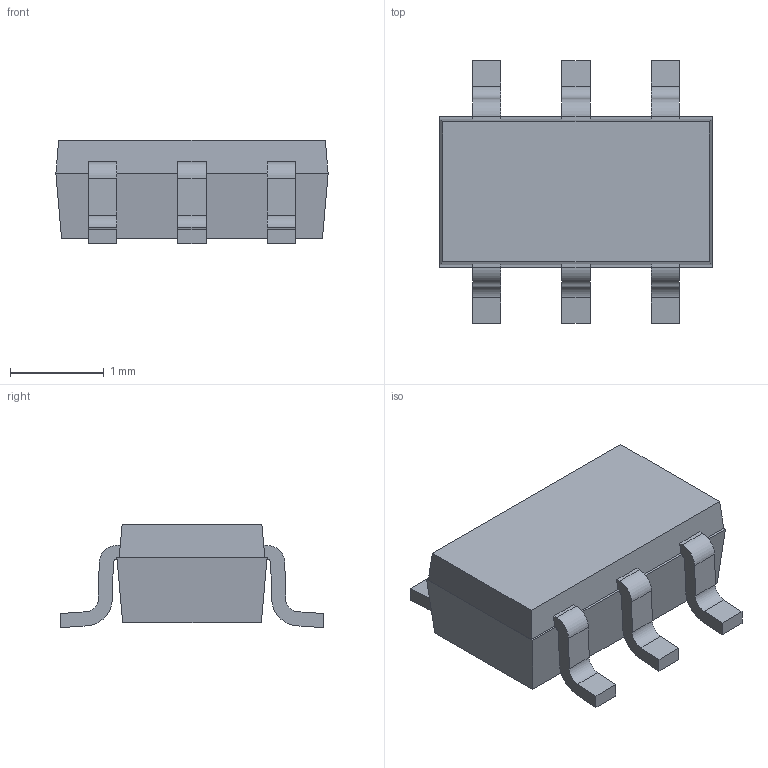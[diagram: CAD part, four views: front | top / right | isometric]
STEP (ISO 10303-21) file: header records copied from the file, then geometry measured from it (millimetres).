
FILE_DESCRIPTION( (''), '2;1');
FILE_NAME ('3D_Model_SMT6_Rev0.stp','2020-07-08T18:30:54',(''),(''),'spGate 14.4.10','','');
FILE_SCHEMA (('AUTOMOTIVE_DESIGN'));
Length unit declared in the file: millimetre
Products named in the file (9): Assembly; 3D_Model_SMT6_Rev0-prt0; 3D_Model_SMT6_Rev0-prt1; 3D_Model_SMT6_Rev0-prt2; 3D_Model_SMT6_Rev0-prt3; 3D_Model_SMT6_Rev0-prt4; 3D_Model_SMT6_Rev0-prt5; 3D_Model_SMT6_Rev0-prt6; 3D_Model_SMT6_Rev0-prt7
Assembly tree (8 placements, depth 2):
  Assembly
    3D_Model_SMT6_Rev0-prt0
    3D_Model_SMT6_Rev0-prt1
    3D_Model_SMT6_Rev0-prt2
    3D_Model_SMT6_Rev0-prt3
    3D_Model_SMT6_Rev0-prt4
    3D_Model_SMT6_Rev0-prt5
    3D_Model_SMT6_Rev0-prt6
    3D_Model_SMT6_Rev0-prt7
Bounding box: 2.9 x 2.8 x 1.1 mm (x, y, z)
Volume: 4.9 mm3; surface area: 33.6 mm2
Topology: 8 solids, 8 shells, 102 faces, 258 edges, 172 vertices
Faces by surface type: plane 78, cylinder 24
Entity records: 5414 total; most frequent: CARTESIAN_POINT 550, DIRECTION 546, ORIENTED_EDGE 516, COLOUR_RGB 368, PRESENTATION_STYLE_ASSIGNMENT 368, STYLED_ITEM 368, EDGE_CURVE 258, DRAUGHTING_PRE_DEFINED_CURVE_FONT 258
